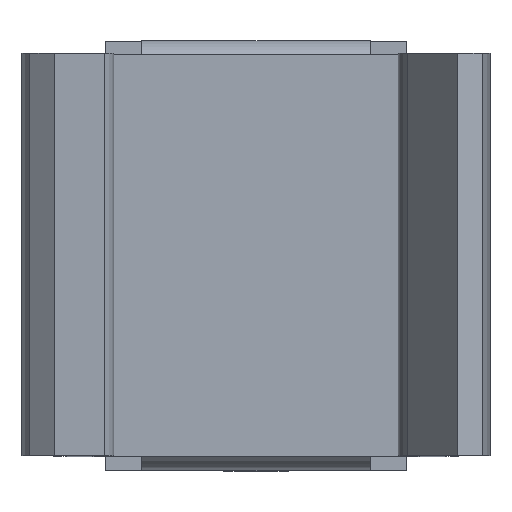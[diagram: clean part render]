
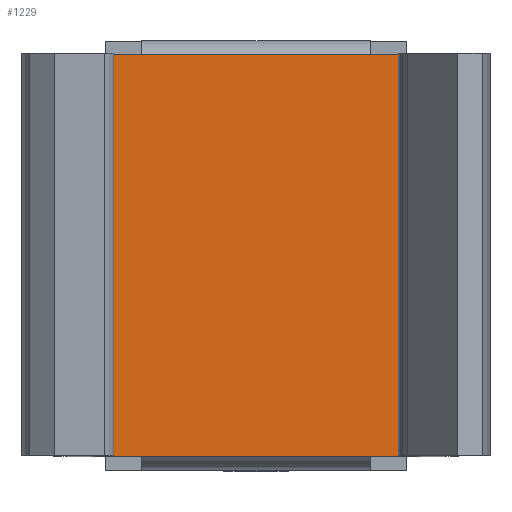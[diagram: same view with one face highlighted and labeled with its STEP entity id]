
A CAD part, top view. The second image highlights one B-rep face of the part: STEP entity #1229.
In plain terms, the highlighted planar face has unit normal (0, 0, 1).
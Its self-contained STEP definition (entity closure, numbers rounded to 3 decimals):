
#42=LINE('',#1730,#186);
#127=LINE('',#1946,#271);
#148=LINE('',#2027,#292);
#149=LINE('',#2029,#293);
#186=VECTOR('',#1389,1000.);
#271=VECTOR('',#1532,1000.);
#292=VECTOR('',#1601,1000.);
#293=VECTOR('',#1604,1000.);
#514=ORIENTED_EDGE('',*,*,#805,.F.);
#515=ORIENTED_EDGE('',*,*,#844,.F.);
#516=ORIENTED_EDGE('',*,*,#699,.T.);
#517=ORIENTED_EDGE('',*,*,#845,.T.);
#699=EDGE_CURVE('',#884,#882,#42,.T.);
#805=EDGE_CURVE('',#978,#979,#127,.T.);
#844=EDGE_CURVE('',#884,#978,#148,.T.);
#845=EDGE_CURVE('',#882,#979,#149,.T.);
#882=VERTEX_POINT('',#1728);
#884=VERTEX_POINT('',#1731);
#978=VERTEX_POINT('',#1947);
#979=VERTEX_POINT('',#1948);
#1061=EDGE_LOOP('',(#514,#515,#516,#517));
#1123=FACE_BOUND('',#1061,.T.);
#1179=PLANE('',#1340);
#1229=ADVANCED_FACE('',(#1123),#1179,.T.);
#1340=AXIS2_PLACEMENT_3D('',#2028,#1602,#1603);
#1389=DIRECTION('',(1.,0.,0.));
#1532=DIRECTION('',(1.,0.,0.));
#1601=DIRECTION('',(0.,1.,0.));
#1602=DIRECTION('',(0.,0.,1.));
#1603=DIRECTION('',(1.,0.,0.));
#1604=DIRECTION('',(0.,1.,0.));
#1728=CARTESIAN_POINT('',(1.695,-2.25,-7.494));
#1730=CARTESIAN_POINT('',(0.,-2.25,-7.494));
#1731=CARTESIAN_POINT('',(-1.695,-2.25,-7.494));
#1946=CARTESIAN_POINT('',(0.,2.25,-7.494));
#1947=CARTESIAN_POINT('',(-1.695,2.25,-7.494));
#1948=CARTESIAN_POINT('',(1.695,2.25,-7.494));
#2027=CARTESIAN_POINT('',(-1.695,-2.25,-7.494));
#2028=CARTESIAN_POINT('',(0.,-2.25,-7.494));
#2029=CARTESIAN_POINT('',(1.695,-2.25,-7.494));
